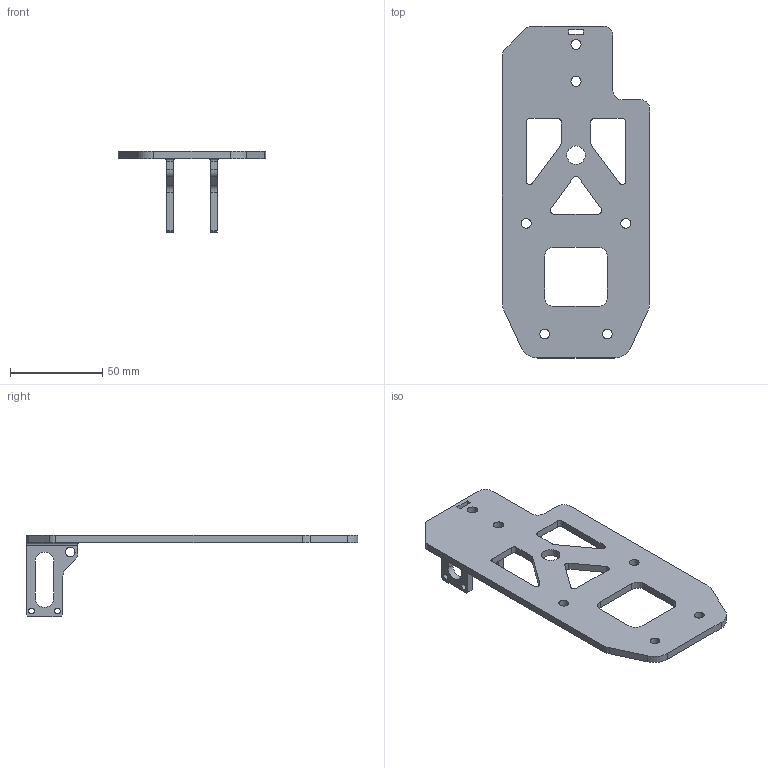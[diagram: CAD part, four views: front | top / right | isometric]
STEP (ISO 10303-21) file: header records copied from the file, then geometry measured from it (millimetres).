
FILE_DESCRIPTION(/* description */ (''),/* implementation_level */ '2;1');
FILE_NAME(/* name */ 'X Axis Support - Passive Side.step',/* time_stamp */ '2023-05-02T22:54:08-06:00',/* author */ (''),/* organization */ (''),/* preprocessor_version */ 'ST-DEVELOPER v19.2',/* originating_system */ 'Autodesk Translation Framework v12.4.0.73',/* authorisation */ '');
FILE_SCHEMA (('AUTOMOTIVE_DESIGN { 1 0 10303 214 3 1 1 }'));
Length unit declared in the file: millimetre
Products named in the file (2): X Axis Support - Passive Side; X Axis Support - Passive Side_1
Assembly tree (1 placements, depth 2):
  X Axis Support - Passive Side
    X Axis Support - Passive Side_1
Bounding box: 80 x 180 x 44 mm (x, y, z)
Volume: 45962.3 mm3; surface area: 28578.4 mm2
Topology: 1 solids, 1 shells, 101 faces, 293 edges, 194 vertices
Faces by surface type: cylinder 51, plane 50
Full cylindrical faces by diameter (mm): 3.2 x4, 5.2 x2, 5.3 x4, 5.5 x2, 10 x1
Entity records: 3486 total; most frequent: DIRECTION 599, CARTESIAN_POINT 591, ORIENTED_EDGE 586, EDGE_CURVE 293, AXIS2_PLACEMENT_3D 202, LINE 195, VECTOR 195, VERTEX_POINT 194
